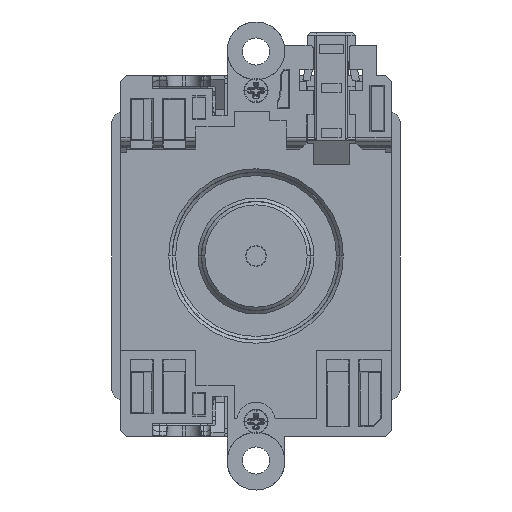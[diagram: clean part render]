
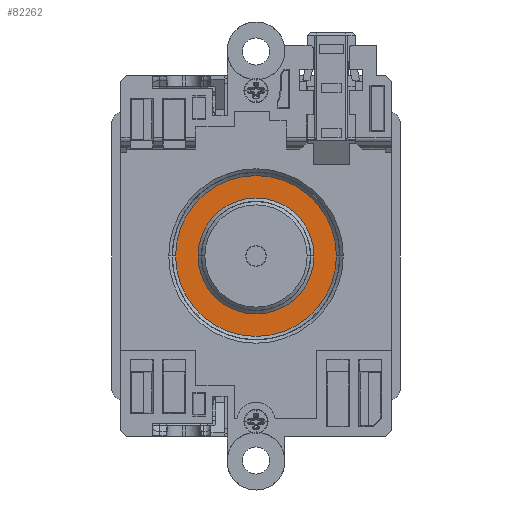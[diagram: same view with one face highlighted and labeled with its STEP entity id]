
A CAD part, front view. The second image highlights one B-rep face of the part: STEP entity #82262.
In plain terms, the highlighted face is planar.
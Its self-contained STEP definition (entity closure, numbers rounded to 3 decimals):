
#72889=CARTESIAN_POINT('',(0.,-3.7,0.));
#72890=DIRECTION('',(0.,-1.,0.));
#72891=DIRECTION('',(-1.,0.,0.));
#72892=AXIS2_PLACEMENT_3D('',#72889,#72890,#72891);
#72894=CARTESIAN_POINT('',(0.,-3.7,0.));
#72895=DIRECTION('',(0.,1.,0.));
#72896=DIRECTION('',(-1.,0.,0.));
#72897=AXIS2_PLACEMENT_3D('',#72894,#72895,#72896);
#72917=CARTESIAN_POINT('',(0.,-3.7,0.));
#72918=DIRECTION('',(0.,1.,0.));
#72919=DIRECTION('',(1.,0.,0.));
#72920=AXIS2_PLACEMENT_3D('',#72917,#72918,#72919);
#72922=CARTESIAN_POINT('',(0.,-3.7,0.));
#72923=DIRECTION('',(0.,-1.,0.));
#72924=DIRECTION('',(1.,0.,0.));
#72925=AXIS2_PLACEMENT_3D('',#72922,#72923,#72924);
#79090=CARTESIAN_POINT('',(9.631,-3.7,0.));
#79091=VERTEX_POINT('',#79090);
#79092=CARTESIAN_POINT('',(-9.631,-3.7,0.));
#79093=VERTEX_POINT('',#79092);
#79436=CARTESIAN_POINT('',(-13.369,-3.7,0.));
#79437=VERTEX_POINT('',#79436);
#79438=CARTESIAN_POINT('',(13.369,-3.7,0.));
#79439=VERTEX_POINT('',#79438);
#82247=CARTESIAN_POINT('',(0.,-3.7,0.));
#82248=DIRECTION('',(0.,1.,0.));
#82249=DIRECTION('',(0.,0.,-1.));
#82250=AXIS2_PLACEMENT_3D('',#82247,#82248,#82249);
#82251=PLANE('',#82250);
#82253=ORIENTED_EDGE('',*,*,#82252,.F.);
#82255=ORIENTED_EDGE('',*,*,#82254,.T.);
#82256=EDGE_LOOP('',(#82253,#82255));
#82257=FACE_OUTER_BOUND('',#82256,.F.);
#82258=ORIENTED_EDGE('',*,*,#82229,.F.);
#82259=ORIENTED_EDGE('',*,*,#82240,.T.);
#82260=EDGE_LOOP('',(#82258,#82259));
#82261=FACE_BOUND('',#82260,.F.);
#72893=CIRCLE('',#72892,9.631);
#72898=CIRCLE('',#72897,9.631);
#72921=CIRCLE('',#72920,13.369);
#72926=CIRCLE('',#72925,13.369);
#82229=EDGE_CURVE('',#79093,#79091,#72893,.T.);
#82240=EDGE_CURVE('',#79093,#79091,#72898,.T.);
#82252=EDGE_CURVE('',#79439,#79437,#72921,.T.);
#82254=EDGE_CURVE('',#79439,#79437,#72926,.T.);
#82262=ADVANCED_FACE('',(#82257,#82261),#82251,.T.);
